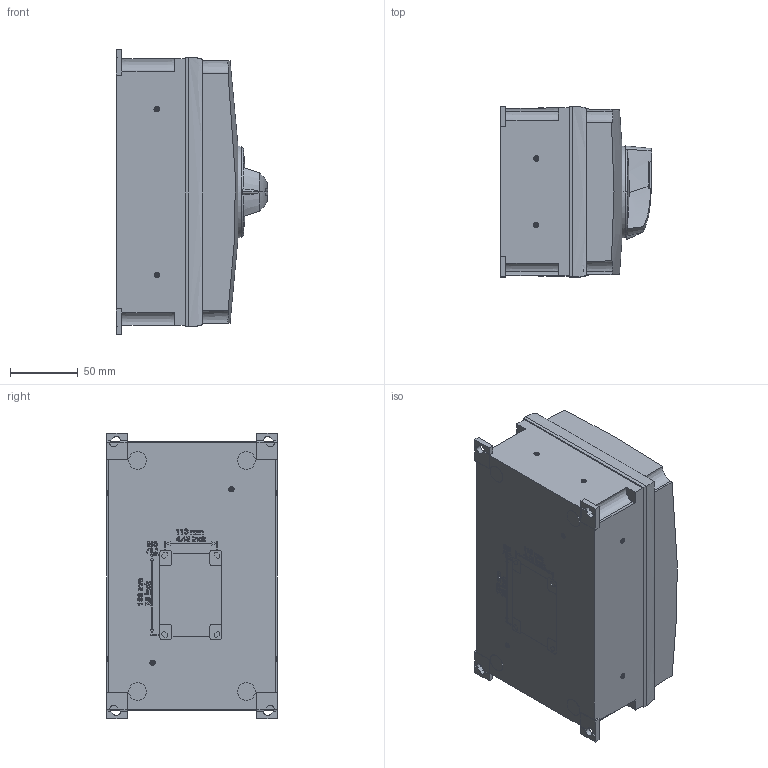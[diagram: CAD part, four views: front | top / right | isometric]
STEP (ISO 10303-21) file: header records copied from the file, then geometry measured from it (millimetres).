
FILE_DESCRIPTION (( 'STEP AP214' ), '1' );
FILE_NAME ('22243506.step', '2016-05-09T12:20:04', ( '' ), ( '' ), 'SwSTEP 2.0', 'SolidWorks 2015', '' );
FILE_SCHEMA (( 'AUTOMOTIVE_DESIGN' ));
Length unit declared in the file: inch
Products named in the file (1): 22243506
Bounding box: 111.6 x 125.33 x 209.8 mm (x, y, z)
Volume: 576915 mm3; surface area: 274422.6 mm2
Topology: 7 solids, 14 shells, 3465 faces, 9819 edges, 6530 vertices
Faces by surface type: plane 2977, cylinder 242, cone 116, bspline 104, torus 20, sphere 6
Entity records: 126978 total; most frequent: CARTESIAN_POINT 42084, ORIENTED_EDGE 19606, DIRECTION 14382, EDGE_CURVE 9803, VERTEX_POINT 6530, VECTOR 6242, LINE 6242, AXIS2_PLACEMENT_3D 4070
